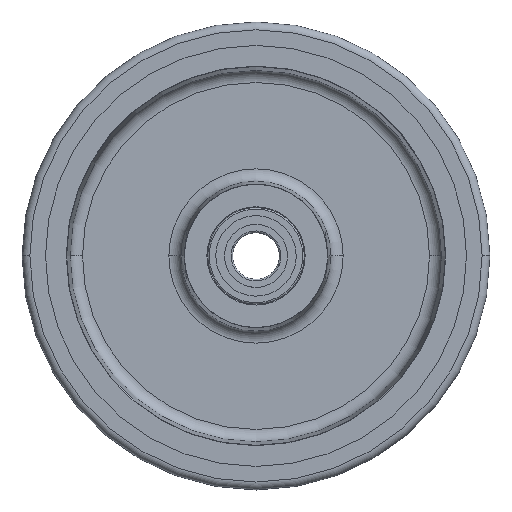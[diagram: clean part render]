
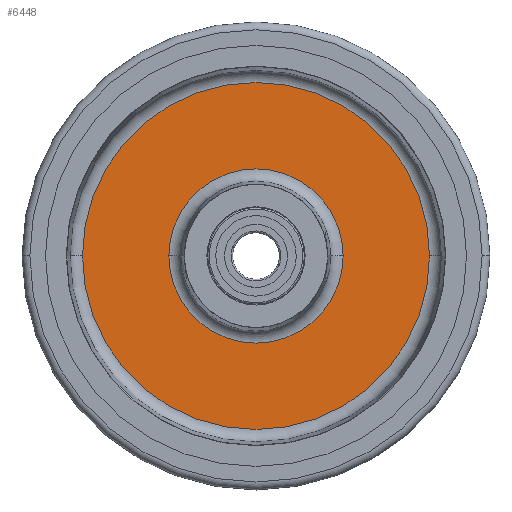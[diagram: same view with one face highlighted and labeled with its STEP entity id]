
A CAD part, top view. The second image highlights one B-rep face of the part: STEP entity #6448.
In plain terms, the highlighted planar face has unit normal (0, 0, 1).
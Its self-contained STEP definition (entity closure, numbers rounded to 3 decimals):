
#69 = DIRECTION ( 'NONE',  ( 0., 0., 1. ) ) ;
#124 = ORIENTED_EDGE ( 'NONE', *, *, #6283, .T. ) ;
#388 = CARTESIAN_POINT ( 'NONE',  ( -111.26, 0., 5. ) ) ;
#533 = CARTESIAN_POINT ( 'NONE',  ( 111.26, 0., 5. ) ) ;
#585 = FACE_BOUND ( 'NONE', #5456, .T. ) ;
#651 = CIRCLE ( 'NONE', #5709, 55.881 ) ;
#835 = AXIS2_PLACEMENT_3D ( 'NONE', #4930, #4017, #5075 ) ;
#1101 = AXIS2_PLACEMENT_3D ( 'NONE', #2252, #3702, #6477 ) ;
#1287 = VERTEX_POINT ( 'NONE', #533 ) ;
#1464 = CARTESIAN_POINT ( 'NONE',  ( 0., 0., 5. ) ) ;
#1665 = CIRCLE ( 'NONE', #1101, 111.26 ) ;
#2252 = CARTESIAN_POINT ( 'NONE',  ( 0., 0., 5. ) ) ;
#2413 = DIRECTION ( 'NONE',  ( 0., 0., -1. ) ) ;
#2681 = DIRECTION ( 'NONE',  ( 1., 0., 0. ) ) ;
#2705 = CIRCLE ( 'NONE', #835, 55.881 ) ;
#2793 = VERTEX_POINT ( 'NONE', #5791 ) ;
#3183 = CARTESIAN_POINT ( 'NONE',  ( -55.881, 0., 5. ) ) ;
#3402 = AXIS2_PLACEMENT_3D ( 'NONE', #6444, #4895, #2681 ) ;
#3492 = EDGE_CURVE ( 'NONE', #6171, #2793, #2705, .T. ) ;
#3544 = ORIENTED_EDGE ( 'NONE', *, *, #5974, .T. ) ;
#3623 = EDGE_CURVE ( 'NONE', #5230, #1287, #5273, .T. ) ;
#3702 = DIRECTION ( 'NONE',  ( 0., 0., 1. ) ) ;
#4002 = DIRECTION ( 'NONE',  ( 1., 0., 0. ) ) ;
#4017 = DIRECTION ( 'NONE',  ( 0., 0., -1. ) ) ;
#4300 = CARTESIAN_POINT ( 'NONE',  ( 0., 118.5, 5. ) ) ;
#4780 = DIRECTION ( 'NONE',  ( 1., 0., 0. ) ) ;
#4895 = DIRECTION ( 'NONE',  ( 0., 0., 1. ) ) ;
#4930 = CARTESIAN_POINT ( 'NONE',  ( 0., 0., 5. ) ) ;
#5036 = AXIS2_PLACEMENT_3D ( 'NONE', #4300, #69, #4780 ) ;
#5075 = DIRECTION ( 'NONE',  ( 1., 0., 0. ) ) ;
#5230 = VERTEX_POINT ( 'NONE', #388 ) ;
#5264 = FACE_OUTER_BOUND ( 'NONE', #6415, .T. ) ;
#5273 = CIRCLE ( 'NONE', #3402, 111.26 ) ;
#5456 = EDGE_LOOP ( 'NONE', ( #124, #5542 ) ) ;
#5542 = ORIENTED_EDGE ( 'NONE', *, *, #3492, .T. ) ;
#5709 = AXIS2_PLACEMENT_3D ( 'NONE', #1464, #2413, #4002 ) ;
#5791 = CARTESIAN_POINT ( 'NONE',  ( 55.881, 0., 5. ) ) ;
#5974 = EDGE_CURVE ( 'NONE', #1287, #5230, #1665, .T. ) ;
#6171 = VERTEX_POINT ( 'NONE', #3183 ) ;
#6283 = EDGE_CURVE ( 'NONE', #2793, #6171, #651, .T. ) ;
#6415 = EDGE_LOOP ( 'NONE', ( #3544, #6495 ) ) ;
#6444 = CARTESIAN_POINT ( 'NONE',  ( 0., 0., 5. ) ) ;
#6448 = ADVANCED_FACE ( 'NONE', ( #585, #5264 ), #6824, .T. ) ;
#6477 = DIRECTION ( 'NONE',  ( 1., 0., 0. ) ) ;
#6495 = ORIENTED_EDGE ( 'NONE', *, *, #3623, .T. ) ;
#6824 = PLANE ( 'NONE',  #5036 ) ;
